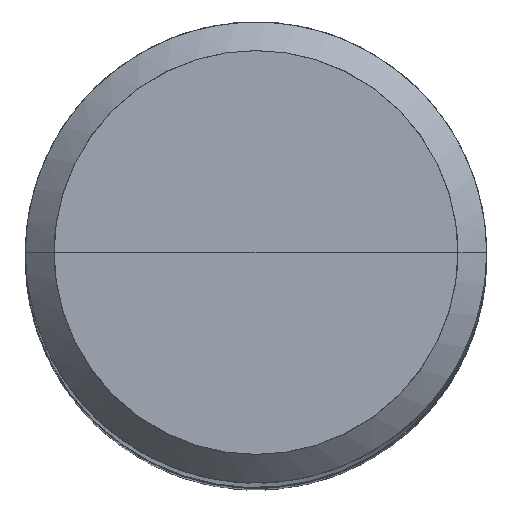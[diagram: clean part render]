
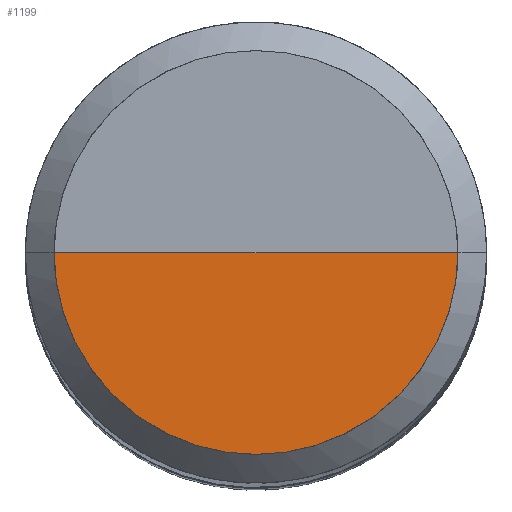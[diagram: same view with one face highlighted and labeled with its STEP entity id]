
A CAD part, top view. The second image highlights one B-rep face of the part: STEP entity #1199.
In plain terms, the highlighted free-form (B-spline) face has degree [1, 2] with [2, 5] control points.
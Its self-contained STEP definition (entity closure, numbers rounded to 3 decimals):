
#758=CARTESIAN_POINT('',(3.5,0.0,47.0));
#762=CARTESIAN_POINT('',(-3.5,0.0,47.0));
#763=CARTESIAN_POINT('',(0.0,0.0,47.0));
#779=CARTESIAN_POINT('',(-3.5,-3.5,47.0));
#780=CARTESIAN_POINT('',(0.0,-3.5,47.0));
#781=CARTESIAN_POINT('',(3.5,-3.5,47.0));
#1184=(
BOUNDED_SURFACE()
B_SPLINE_SURFACE(1,2,(
(#762,#779,#780,#781,#758),
(#763,#763,#763,#763,#763)
), .UNSPECIFIED.,.F.,.F.,.F.)
B_SPLINE_SURFACE_WITH_KNOTS((2,2),(3,2,3),(
0.0,1.0),(
0.0,0.5,1.0), .UNSPECIFIED.)
GEOMETRIC_REPRESENTATION_ITEM()
RATIONAL_B_SPLINE_SURFACE(((1.0,0.707,1.0,0.707,1.0),
(1.0,0.707,1.0,0.707,1.0)
))
REPRESENTATION_ITEM('')
SURFACE()
);
#1185=(
BOUNDED_CURVE()
B_SPLINE_CURVE(2,(#758,#781,#780,#779,#762),.UNSPECIFIED.,.F.,.F.)
B_SPLINE_CURVE_WITH_KNOTS((3,2,3),
(0.0,0.5,1.0),.UNSPECIFIED.)
CURVE()
GEOMETRIC_REPRESENTATION_ITEM()
RATIONAL_B_SPLINE_CURVE((1.0,0.707,1.0,0.707,1.0))
REPRESENTATION_ITEM('')
);
#1186=(
BOUNDED_CURVE()
B_SPLINE_CURVE(1,(#762,#763),.UNSPECIFIED.,.F.,.F.)
B_SPLINE_CURVE_WITH_KNOTS((2,2),
(0.0,1.0),.UNSPECIFIED.)
CURVE()
GEOMETRIC_REPRESENTATION_ITEM()
RATIONAL_B_SPLINE_CURVE((1.0,1.0))
REPRESENTATION_ITEM('')
);
#1187=(
BOUNDED_CURVE()
B_SPLINE_CURVE(1,(#763,#758),.UNSPECIFIED.,.F.,.F.)
B_SPLINE_CURVE_WITH_KNOTS((2,2),
(0.0,1.0),.UNSPECIFIED.)
CURVE()
GEOMETRIC_REPRESENTATION_ITEM()
RATIONAL_B_SPLINE_CURVE((1.0,1.0))
REPRESENTATION_ITEM('')
);
#1188=VERTEX_POINT('',#758);
#1189=VERTEX_POINT('',#762);
#1190=VERTEX_POINT('',#763);
#1191=EDGE_CURVE('',#1188,#1189,#1185,.T.);
#1192=EDGE_CURVE('',#1189,#1190,#1186,.T.);
#1193=EDGE_CURVE('',#1190,#1188,#1187,.T.);
#1194=ORIENTED_EDGE('',*,*,#1191,.T.);
#1195=ORIENTED_EDGE('',*,*,#1192,.T.);
#1196=ORIENTED_EDGE('',*,*,#1193,.T.);
#1197=EDGE_LOOP('',(#1194,#1195,#1196));
#1198=FACE_OUTER_BOUND('',#1197,.T.);
#1199=ADVANCED_FACE('',(#1198),#1184,.T.);
